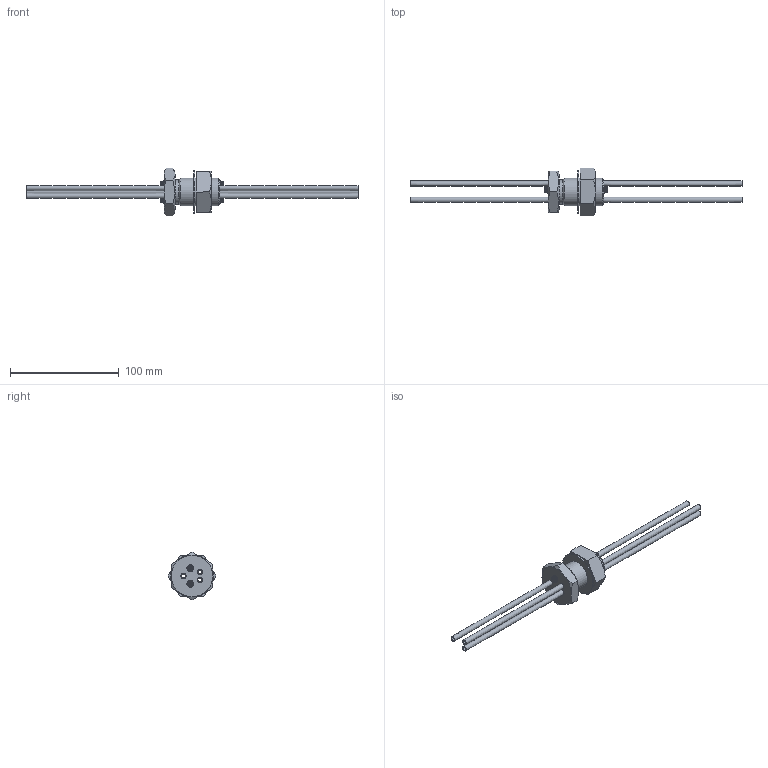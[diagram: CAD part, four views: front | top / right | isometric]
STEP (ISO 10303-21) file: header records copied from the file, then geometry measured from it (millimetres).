
FILE_DESCRIPTION(/* description */ (''),/* implementation_level */ '2;1');
FILE_NAME(/* name */ '783-501-012.stp',/* time_stamp */ '2025-02-20T14:51:16-05:00',/* author */ (''),/* organization */ (''),/* preprocessor_version */ 'ST-DEVELOPER v16.7',/* originating_system */ 'SIEMENS PLM Software NX 12.0',/* authorisation */ '');
FILE_SCHEMA (('AUTOMOTIVE_DESIGN { 1 0 10303 214 3 1 1 1 }'));
Length unit declared in the file: inch
Products named in the file (1): SK-JA-testtt_a_1-test
Bounding box: 304.8 x 43.99 x 43.99 mm (x, y, z)
Volume: 48290.1 mm3; surface area: 36743.3 mm2
Topology: 4 solids, 4 shells, 208 faces, 477 edges, 304 vertices
Faces by surface type: plane 79, cone 67, cylinder 45, extrusion 9, torus 5, bspline 3
Full cylindrical faces by diameter (mm): 0.838 x4, 1.524 x4, 3.302 x4, 3.835 x4, 3.967 x12, 4.826 x8, 6.35 x4, 22.219 x1, 25.197 x1, 25.781 x1, 39.624 x1
Entity records: 8275 total; most frequent: CARTESIAN_POINT 4227, DIRECTION 798, ORIENTED_EDGE 712, AXIS2_PLACEMENT_3D 368, EDGE_CURVE 356, EDGE_LOOP 336, VERTEX_POINT 275, FACE_BOUND 251
